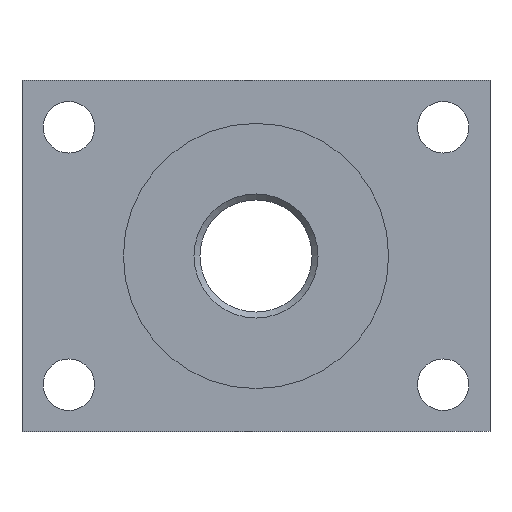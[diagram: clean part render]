
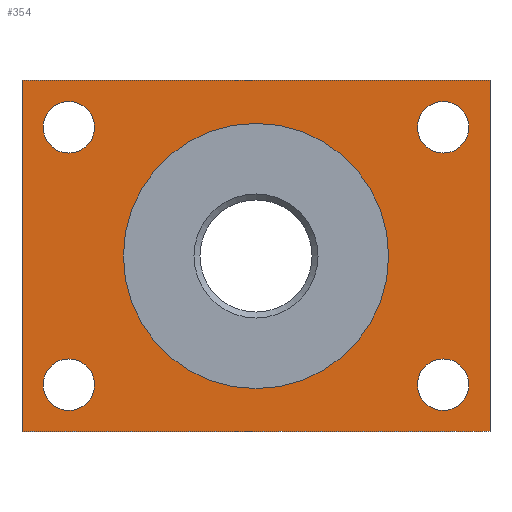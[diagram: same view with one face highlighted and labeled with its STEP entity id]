
A CAD part, front view. The second image highlights one B-rep face of the part: STEP entity #354.
In plain terms, the highlighted planar face has unit normal (0, -1, 0).
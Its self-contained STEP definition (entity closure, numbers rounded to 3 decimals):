
#27=FACE_BOUND('',#76,.T.);
#28=FACE_BOUND('',#77,.T.);
#29=FACE_BOUND('',#78,.T.);
#30=FACE_BOUND('',#79,.T.);
#31=FACE_BOUND('',#80,.T.);
#50=FACE_OUTER_BOUND('',#75,.T.);
#75=EDGE_LOOP('',(#262,#263,#264,#265));
#76=EDGE_LOOP('',(#266));
#77=EDGE_LOOP('',(#267));
#78=EDGE_LOOP('',(#268));
#79=EDGE_LOOP('',(#269));
#80=EDGE_LOOP('',(#270));
#115=CIRCLE('',#385,17.);
#116=CIRCLE('',#387,3.3);
#117=CIRCLE('',#388,3.3);
#118=CIRCLE('',#389,3.3);
#119=CIRCLE('',#390,3.3);
#134=LINE('',#553,#154);
#135=LINE('',#555,#155);
#136=LINE('',#557,#156);
#137=LINE('',#558,#157);
#154=VECTOR('',#453,45.);
#155=VECTOR('',#454,60.);
#156=VECTOR('',#455,45.);
#157=VECTOR('',#456,60.);
#178=VERTEX_POINT('',#548);
#179=VERTEX_POINT('',#551);
#180=VERTEX_POINT('',#552);
#181=VERTEX_POINT('',#554);
#182=VERTEX_POINT('',#556);
#183=VERTEX_POINT('',#559);
#184=VERTEX_POINT('',#561);
#185=VERTEX_POINT('',#563);
#186=VERTEX_POINT('',#565);
#213=EDGE_CURVE('',#178,#178,#115,.F.);
#214=EDGE_CURVE('',#179,#180,#134,.T.);
#215=EDGE_CURVE('',#181,#179,#135,.T.);
#216=EDGE_CURVE('',#182,#181,#136,.T.);
#217=EDGE_CURVE('',#180,#182,#137,.T.);
#218=EDGE_CURVE('',#183,#183,#116,.T.);
#219=EDGE_CURVE('',#184,#184,#117,.T.);
#220=EDGE_CURVE('',#185,#185,#118,.T.);
#221=EDGE_CURVE('',#186,#186,#119,.T.);
#262=ORIENTED_EDGE('',*,*,#214,.F.);
#263=ORIENTED_EDGE('',*,*,#215,.F.);
#264=ORIENTED_EDGE('',*,*,#216,.F.);
#265=ORIENTED_EDGE('',*,*,#217,.F.);
#266=ORIENTED_EDGE('',*,*,#213,.F.);
#267=ORIENTED_EDGE('',*,*,#218,.T.);
#268=ORIENTED_EDGE('',*,*,#219,.T.);
#269=ORIENTED_EDGE('',*,*,#220,.T.);
#270=ORIENTED_EDGE('',*,*,#221,.T.);
#318=PLANE('',#386);
#354=ADVANCED_FACE('',(#50,#27,#28,#29,#30,#31),#318,.F.);
#385=AXIS2_PLACEMENT_3D('',#549,#449,#450);
#386=AXIS2_PLACEMENT_3D('',#550,#451,#452);
#387=AXIS2_PLACEMENT_3D('',#560,#457,#458);
#388=AXIS2_PLACEMENT_3D('',#562,#459,#460);
#389=AXIS2_PLACEMENT_3D('',#564,#461,#462);
#390=AXIS2_PLACEMENT_3D('',#566,#463,#464);
#449=DIRECTION('center_axis',(0.,1.,0.));
#450=DIRECTION('ref_axis',(0.,0.,1.));
#451=DIRECTION('center_axis',(0.,1.,0.));
#452=DIRECTION('ref_axis',(0.,0.,1.));
#453=DIRECTION('',(0.,0.,1.));
#454=DIRECTION('',(-1.,0.,0.));
#455=DIRECTION('',(0.,0.,-1.));
#456=DIRECTION('',(1.,0.,0.));
#457=DIRECTION('center_axis',(0.,1.,0.));
#458=DIRECTION('ref_axis',(1.,0.,0.));
#459=DIRECTION('center_axis',(0.,1.,0.));
#460=DIRECTION('ref_axis',(1.,0.,0.));
#461=DIRECTION('center_axis',(0.,1.,0.));
#462=DIRECTION('ref_axis',(1.,0.,0.));
#463=DIRECTION('center_axis',(0.,1.,0.));
#464=DIRECTION('ref_axis',(1.,0.,0.));
#548=CARTESIAN_POINT('',(0.,0.,17.));
#549=CARTESIAN_POINT('Origin',(0.,0.,0.));
#550=CARTESIAN_POINT('Origin',(0.,0.,0.));
#551=CARTESIAN_POINT('',(-30.,0.,-22.5));
#552=CARTESIAN_POINT('',(-30.,0.,22.5));
#553=CARTESIAN_POINT('',(-30.,0.,-22.5));
#554=CARTESIAN_POINT('',(30.,0.,-22.5));
#555=CARTESIAN_POINT('',(30.,0.,-22.5));
#556=CARTESIAN_POINT('',(30.,0.,22.5));
#557=CARTESIAN_POINT('',(30.,0.,22.5));
#558=CARTESIAN_POINT('',(-30.,0.,22.5));
#559=CARTESIAN_POINT('',(-20.7,0.,16.5));
#560=CARTESIAN_POINT('Origin',(-24.,0.,16.5));
#561=CARTESIAN_POINT('',(-20.7,0.,-16.5));
#562=CARTESIAN_POINT('Origin',(-24.,0.,-16.5));
#563=CARTESIAN_POINT('',(27.3,0.,16.5));
#564=CARTESIAN_POINT('Origin',(24.,0.,16.5));
#565=CARTESIAN_POINT('',(27.3,0.,-16.5));
#566=CARTESIAN_POINT('Origin',(24.,0.,-16.5));
